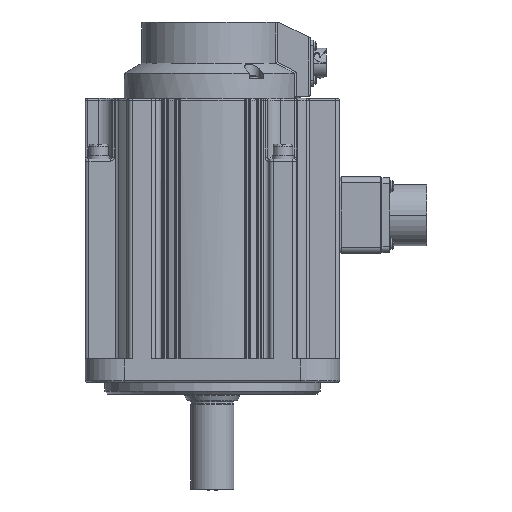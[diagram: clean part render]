
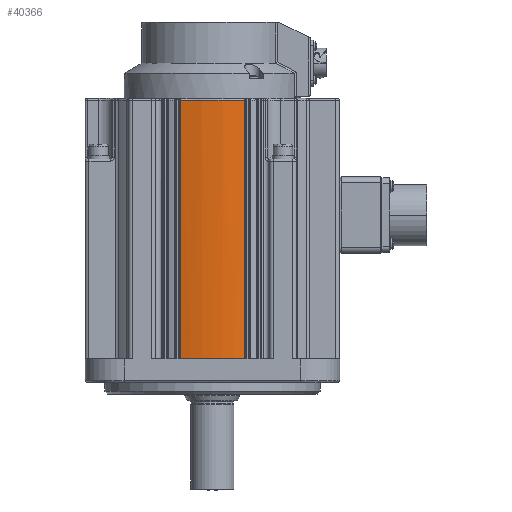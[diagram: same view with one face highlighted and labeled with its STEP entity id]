
A CAD part, front view. The second image highlights one B-rep face of the part: STEP entity #40366.
In plain terms, the highlighted cylindrical face has radius 65 mm (diameter 130 mm), a partial arc.
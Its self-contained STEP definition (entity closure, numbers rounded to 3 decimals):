
#5719 = ORIENTED_EDGE ( 'NONE', *, *, #57848, .T. ) ;
#6362 = CARTESIAN_POINT ( 'NONE',  ( -14.084, -62.504, 2.238 ) ) ;
#10988 = CIRCLE ( 'NONE', #29091, 65. ) ;
#11589 = AXIS2_PLACEMENT_3D ( 'NONE', #35158, #35091, #35001 ) ;
#11626 = CIRCLE ( 'NONE', #33176, 65. ) ;
#13174 = ORIENTED_EDGE ( 'NONE', *, *, #17843, .T. ) ;
#15955 = EDGE_CURVE ( 'NONE', #59502, #66626, #26513, .T. ) ;
#16034 = EDGE_CURVE ( 'NONE', #64557, #63801, #10988, .T. ) ;
#17843 = EDGE_CURVE ( 'NONE', #63801, #63800, #11626, .T. ) ;
#18050 = CARTESIAN_POINT ( 'NONE',  ( 18.664, -62.504, 2.238 ) ) ;
#23964 = CARTESIAN_POINT ( 'NONE',  ( 2.29, -64.6, 2.238 ) ) ;
#25471 = VECTOR ( 'NONE', #66372, 1000. ) ;
#26103 = DIRECTION ( 'NONE',  ( 0., 0., 1. ) ) ;
#26513 = CIRCLE ( 'NONE', #11589, 65. ) ;
#26762 = CARTESIAN_POINT ( 'NONE',  ( -14.084, -62.504, 134.238 ) ) ;
#27411 = CARTESIAN_POINT ( 'NONE',  ( 18.664, -62.504, -189.81 ) ) ;
#28340 = ORIENTED_EDGE ( 'NONE', *, *, #15955, .F. ) ;
#29091 = AXIS2_PLACEMENT_3D ( 'NONE', #30116, #30106, #30049 ) ;
#29748 = DIRECTION ( 'NONE',  ( 1., 0., 0. ) ) ;
#30049 = DIRECTION ( 'NONE',  ( 1., 0., 0. ) ) ;
#30106 = DIRECTION ( 'NONE',  ( 0., 0., 1. ) ) ;
#30116 = CARTESIAN_POINT ( 'NONE',  ( 2.29, 0.4, 2.238 ) ) ;
#30800 = CARTESIAN_POINT ( 'NONE',  ( 18.664, -62.504, 134.238 ) ) ;
#33176 = AXIS2_PLACEMENT_3D ( 'NONE', #40619, #40537, #40452 ) ;
#35001 = DIRECTION ( 'NONE',  ( 0., 1., 0. ) ) ;
#35091 = DIRECTION ( 'NONE',  ( 0., 0., 1. ) ) ;
#35158 = CARTESIAN_POINT ( 'NONE',  ( 2.29, 0.4, 134.238 ) ) ;
#39749 = ORIENTED_EDGE ( 'NONE', *, *, #59630, .T. ) ;
#40366 = ADVANCED_FACE ( 'NONE', ( #58223 ), #44439, .T. ) ;
#40452 = DIRECTION ( 'NONE',  ( 1., 0., 0. ) ) ;
#40537 = DIRECTION ( 'NONE',  ( 0., 0., 1. ) ) ;
#40619 = CARTESIAN_POINT ( 'NONE',  ( 2.29, 0.4, 2.238 ) ) ;
#40643 = CARTESIAN_POINT ( 'NONE',  ( -14.084, -62.504, -189.81 ) ) ;
#44439 = CYLINDRICAL_SURFACE ( 'NONE', #49604, 65. ) ;
#45856 = LINE ( 'NONE', #27411, #57990 ) ;
#49604 = AXIS2_PLACEMENT_3D ( 'NONE', #57416, #26103, #29748 ) ;
#51187 = ORIENTED_EDGE ( 'NONE', *, *, #16034, .T. ) ;
#57416 = CARTESIAN_POINT ( 'NONE',  ( 2.29, 0.4, -189.81 ) ) ;
#57848 = EDGE_CURVE ( 'NONE', #59502, #64557, #66938, .T. ) ;
#57990 = VECTOR ( 'NONE', #58727, 1000. ) ;
#58223 = FACE_OUTER_BOUND ( 'NONE', #62110, .T. ) ;
#58727 = DIRECTION ( 'NONE',  ( 0., 0., 1. ) ) ;
#59502 = VERTEX_POINT ( 'NONE', #26762 ) ;
#59630 = EDGE_CURVE ( 'NONE', #63800, #66626, #45856, .T. ) ;
#62110 = EDGE_LOOP ( 'NONE', ( #39749, #28340, #5719, #51187, #13174 ) ) ;
#63800 = VERTEX_POINT ( 'NONE', #18050 ) ;
#63801 = VERTEX_POINT ( 'NONE', #23964 ) ;
#64557 = VERTEX_POINT ( 'NONE', #6362 ) ;
#66372 = DIRECTION ( 'NONE',  ( 0., 0., -1. ) ) ;
#66626 = VERTEX_POINT ( 'NONE', #30800 ) ;
#66938 = LINE ( 'NONE', #40643, #25471 ) ;
